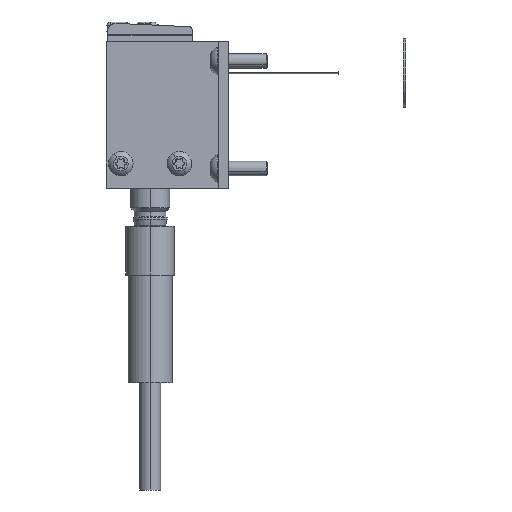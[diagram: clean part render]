
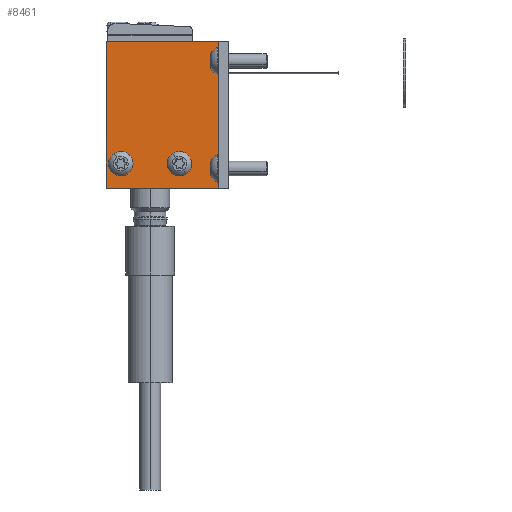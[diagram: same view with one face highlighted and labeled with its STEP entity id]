
A CAD part, left-side view. The second image highlights one B-rep face of the part: STEP entity #8461.
In plain terms, the highlighted planar face has unit normal (-1, 0, 0).
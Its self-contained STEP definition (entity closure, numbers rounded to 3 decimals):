
#173 = EDGE_LOOP ( 'NONE', ( #4415, #7784 ) ) ;
#366 = VERTEX_POINT ( 'NONE', #9583 ) ;
#447 = ORIENTED_EDGE ( 'NONE', *, *, #9099, .T. ) ;
#494 = CARTESIAN_POINT ( 'NONE',  ( -2., 10., -8.5 ) ) ;
#1171 = DIRECTION ( 'NONE',  ( 0., -1., 0. ) ) ;
#1282 = ORIENTED_EDGE ( 'NONE', *, *, #7912, .T. ) ;
#1390 = AXIS2_PLACEMENT_3D ( 'NONE', #8444, #11188, #11085 ) ;
#1426 = EDGE_LOOP ( 'NONE', ( #3952, #3442, #7175, #2808 ) ) ;
#1567 = CIRCLE ( 'NONE', #8030, 1.5 ) ;
#1755 = FACE_BOUND ( 'NONE', #4030, .T. ) ;
#1891 = VERTEX_POINT ( 'NONE', #3775 ) ;
#1904 = CARTESIAN_POINT ( 'NONE',  ( -2., 2., 15. ) ) ;
#2042 = CARTESIAN_POINT ( 'NONE',  ( -2., 22., -10. ) ) ;
#2167 = CARTESIAN_POINT ( 'NONE',  ( -2., 10., -10. ) ) ;
#2367 = VECTOR ( 'NONE', #4908, 1000. ) ;
#2808 = ORIENTED_EDGE ( 'NONE', *, *, #6482, .T. ) ;
#2848 = AXIS2_PLACEMENT_3D ( 'NONE', #2042, #11113, #8226 ) ;
#3442 = ORIENTED_EDGE ( 'NONE', *, *, #11294, .F. ) ;
#3650 = VERTEX_POINT ( 'NONE', #494 ) ;
#3775 = CARTESIAN_POINT ( 'NONE',  ( -2., 2., -15. ) ) ;
#3952 = ORIENTED_EDGE ( 'NONE', *, *, #7466, .T. ) ;
#4030 = EDGE_LOOP ( 'NONE', ( #1282, #447 ) ) ;
#4339 = CARTESIAN_POINT ( 'NONE',  ( -2., 25., 15. ) ) ;
#4415 = ORIENTED_EDGE ( 'NONE', *, *, #4838, .T. ) ;
#4424 = DIRECTION ( 'NONE',  ( 1., 0., 0. ) ) ;
#4702 = CIRCLE ( 'NONE', #1390, 1.5 ) ;
#4838 = EDGE_CURVE ( 'NONE', #366, #5712, #4702, .T. ) ;
#4908 = DIRECTION ( 'NONE',  ( 0., -1., 0. ) ) ;
#5219 = CARTESIAN_POINT ( 'NONE',  ( -2., 25., 15. ) ) ;
#5379 = EDGE_CURVE ( 'NONE', #5712, #366, #6932, .T. ) ;
#5394 = EDGE_CURVE ( 'NONE', #8399, #9075, #7479, .T. ) ;
#5426 = DIRECTION ( 'NONE',  ( 0., 0., -1. ) ) ;
#5660 = AXIS2_PLACEMENT_3D ( 'NONE', #2167, #8352, #9122 ) ;
#5712 = VERTEX_POINT ( 'NONE', #11254 ) ;
#6097 = FACE_OUTER_BOUND ( 'NONE', #1426, .T. ) ;
#6179 = CARTESIAN_POINT ( 'NONE',  ( -2., 10., -10. ) ) ;
#6190 = LINE ( 'NONE', #4339, #6558 ) ;
#6482 = EDGE_CURVE ( 'NONE', #8399, #7994, #6190, .T. ) ;
#6532 = LINE ( 'NONE', #1904, #8763 ) ;
#6558 = VECTOR ( 'NONE', #7970, 1000. ) ;
#6572 = CARTESIAN_POINT ( 'NONE',  ( -2., 25., 15. ) ) ;
#6852 = PLANE ( 'NONE',  #9736 ) ;
#6932 = CIRCLE ( 'NONE', #2848, 1.5 ) ;
#7175 = ORIENTED_EDGE ( 'NONE', *, *, #5394, .F. ) ;
#7371 = CARTESIAN_POINT ( 'NONE',  ( -2., 25., 15. ) ) ;
#7466 = EDGE_CURVE ( 'NONE', #7994, #1891, #7688, .T. ) ;
#7479 = LINE ( 'NONE', #7371, #10834 ) ;
#7688 = LINE ( 'NONE', #11259, #2367 ) ;
#7692 = CIRCLE ( 'NONE', #5660, 1.5 ) ;
#7784 = ORIENTED_EDGE ( 'NONE', *, *, #5379, .T. ) ;
#7912 = EDGE_CURVE ( 'NONE', #8041, #3650, #7692, .T. ) ;
#7928 = CARTESIAN_POINT ( 'NONE',  ( -2., 10., -11.5 ) ) ;
#7964 = DIRECTION ( 'NONE',  ( 0., 1., 0. ) ) ;
#7970 = DIRECTION ( 'NONE',  ( 0., 0., -1. ) ) ;
#7994 = VERTEX_POINT ( 'NONE', #9579 ) ;
#8030 = AXIS2_PLACEMENT_3D ( 'NONE', #6179, #8966, #7964 ) ;
#8041 = VERTEX_POINT ( 'NONE', #7928 ) ;
#8226 = DIRECTION ( 'NONE',  ( 0., 1., 0. ) ) ;
#8352 = DIRECTION ( 'NONE',  ( 1., 0., 0. ) ) ;
#8399 = VERTEX_POINT ( 'NONE', #6572 ) ;
#8444 = CARTESIAN_POINT ( 'NONE',  ( -2., 22., -10. ) ) ;
#8461 = ADVANCED_FACE ( 'NONE', ( #9589, #1755, #6097 ), #6852, .F. ) ;
#8602 = DIRECTION ( 'NONE',  ( 0., 1., 0. ) ) ;
#8763 = VECTOR ( 'NONE', #5426, 1000. ) ;
#8966 = DIRECTION ( 'NONE',  ( 1., 0., 0. ) ) ;
#9075 = VERTEX_POINT ( 'NONE', #9669 ) ;
#9099 = EDGE_CURVE ( 'NONE', #3650, #8041, #1567, .T. ) ;
#9122 = DIRECTION ( 'NONE',  ( 0., 1., 0. ) ) ;
#9579 = CARTESIAN_POINT ( 'NONE',  ( -2., 25., -15. ) ) ;
#9583 = CARTESIAN_POINT ( 'NONE',  ( -2., 22., -11.5 ) ) ;
#9589 = FACE_BOUND ( 'NONE', #173, .T. ) ;
#9669 = CARTESIAN_POINT ( 'NONE',  ( -2., 2., 15. ) ) ;
#9736 = AXIS2_PLACEMENT_3D ( 'NONE', #5219, #4424, #8602 ) ;
#10834 = VECTOR ( 'NONE', #1171, 1000. ) ;
#11085 = DIRECTION ( 'NONE',  ( 0., 1., 0. ) ) ;
#11113 = DIRECTION ( 'NONE',  ( 1., 0., 0. ) ) ;
#11188 = DIRECTION ( 'NONE',  ( 1., 0., 0. ) ) ;
#11254 = CARTESIAN_POINT ( 'NONE',  ( -2., 22., -8.5 ) ) ;
#11259 = CARTESIAN_POINT ( 'NONE',  ( -2., 25., -15. ) ) ;
#11294 = EDGE_CURVE ( 'NONE', #9075, #1891, #6532, .T. ) ;
